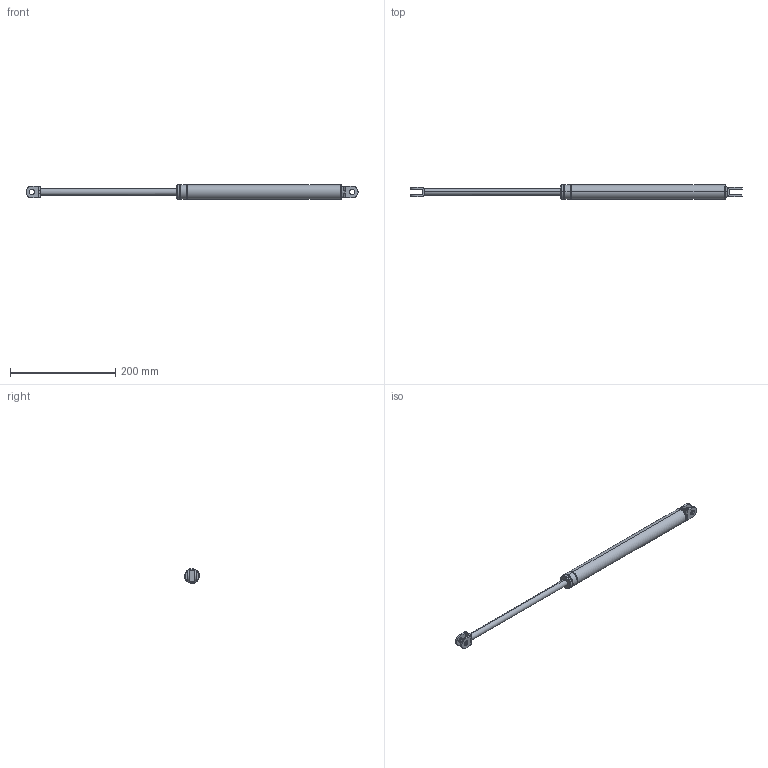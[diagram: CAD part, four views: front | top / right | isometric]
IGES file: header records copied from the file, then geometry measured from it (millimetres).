
Start section: ------------------------------------------------------------------------
Global section: file name: PC50.23628.TM_370_250_70_25721.igs; native system: spGate; preprocessor: ver16.7.1; author: Unknown; organization: Unknown; date: 201026.141609; units: millimetre
Bounding box: 630.96 x 28.15 x 28.2 mm (x, y, z)
Volume: 225457.7 mm3; surface area: 44378.6 mm2
Topology: 2 solids, 2 shells, 64 faces, 156 edges, 98 vertices
Faces by surface type: bspline 64
